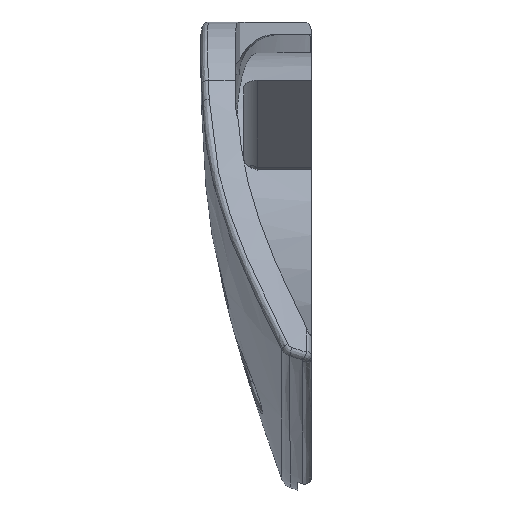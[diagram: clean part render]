
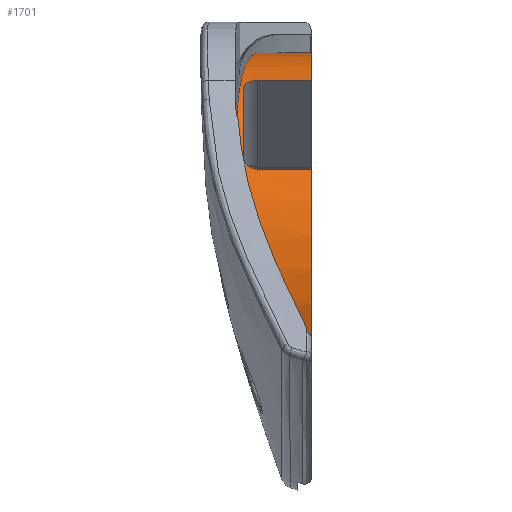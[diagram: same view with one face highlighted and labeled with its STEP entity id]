
A CAD part, top view. The second image highlights one B-rep face of the part: STEP entity #1701.
In plain terms, the highlighted cylindrical face has radius 15.5 mm (diameter 31 mm), a partial arc.
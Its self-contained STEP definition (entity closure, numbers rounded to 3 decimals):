
#74=LINE('',#10234,#116);
#75=LINE('',#10245,#117);
#116=VECTOR('',#2133,1000.);
#117=VECTOR('',#2134,1000.);
#184=CYLINDRICAL_SURFACE('',#1861,15.5);
#253=FACE_OUTER_BOUND('',#380,.T.);
#380=EDGE_LOOP('',(#1328,#1329,#1330,#1331,#1332,#1333,#1334,#1335,#1336,
#1337,#1338,#1339));
#483=CIRCLE('',#1823,15.5);
#486=CIRCLE('',#1828,15.5);
#490=CIRCLE('',#1833,15.5);
#503=CIRCLE('',#1862,13.604);
#565=B_SPLINE_CURVE_WITH_KNOTS('',3,(#6271,#6272,#6273,#6274,#6275,#6276,
#6277,#6278,#6279,#6280),.UNSPECIFIED.,.F.,.F.,(4,2,2,2,4),(0.152,
0.191,0.23,0.268,0.305),
 .UNSPECIFIED.);
#604=B_SPLINE_CURVE_WITH_KNOTS('',3,(#9823,#9824,#9825,#9826,#9827,#9828,
#9829,#9830,#9831,#9832),.UNSPECIFIED.,.F.,.F.,(4,2,2,2,4),(0.,0.607,
1.122,1.661,2.244),.UNSPECIFIED.);
#606=B_SPLINE_CURVE_WITH_KNOTS('',3,(#9982,#9983,#9984,#9985,#9986,#9987),
 .UNSPECIFIED.,.F.,.F.,(4,2,4),(0.,0.313,0.625),
 .UNSPECIFIED.);
#608=B_SPLINE_CURVE_WITH_KNOTS('',3,(#10010,#10011,#10012,#10013),
 .UNSPECIFIED.,.F.,.F.,(4,4),(0.001,0.001),
 .UNSPECIFIED.);
#611=B_SPLINE_CURVE_WITH_KNOTS('',3,(#10170,#10171,#10172,#10173,#10174,
#10175,#10176,#10177,#10178,#10179,#10180,#10181,#10182,#10183),
 .UNSPECIFIED.,.F.,.F.,(4,2,2,2,2,2,4),(0.,0.331,
0.853,1.481,2.056,2.547,2.967),
 .UNSPECIFIED.);
#618=B_SPLINE_CURVE_WITH_KNOTS('',3,(#10235,#10236,#10237,#10238,#10239,
#10240,#10241,#10242,#10243,#10244),.UNSPECIFIED.,.F.,.F.,(4,2,2,2,4),(-0.305,
-0.268,-0.23,-0.191,-0.152),
 .UNSPECIFIED.);
#720=VERTEX_POINT('',#6028);
#723=VERTEX_POINT('',#6096);
#726=VERTEX_POINT('',#6269);
#728=VERTEX_POINT('',#6283);
#733=VERTEX_POINT('',#6432);
#739=VERTEX_POINT('',#6605);
#740=VERTEX_POINT('',#6607);
#784=VERTEX_POINT('',#9820);
#785=VERTEX_POINT('',#9822);
#787=VERTEX_POINT('',#9981);
#790=VERTEX_POINT('',#10163);
#797=VERTEX_POINT('',#10233);
#912=EDGE_CURVE('',#720,#723,#483,.T.);
#916=EDGE_CURVE('',#723,#726,#565,.T.);
#924=EDGE_CURVE('',#728,#733,#486,.T.);
#931=EDGE_CURVE('',#740,#739,#490,.T.);
#994=EDGE_CURVE('',#785,#784,#604,.T.);
#997=EDGE_CURVE('',#785,#787,#606,.T.);
#999=EDGE_CURVE('',#787,#733,#608,.T.);
#1003=EDGE_CURVE('',#790,#784,#611,.T.);
#1011=EDGE_CURVE('',#797,#739,#74,.T.);
#1012=EDGE_CURVE('',#797,#720,#618,.T.);
#1013=EDGE_CURVE('',#728,#726,#75,.T.);
#1014=EDGE_CURVE('',#740,#790,#503,.T.);
#1328=ORIENTED_EDGE('',*,*,#1011,.F.);
#1329=ORIENTED_EDGE('',*,*,#1012,.T.);
#1330=ORIENTED_EDGE('',*,*,#912,.T.);
#1331=ORIENTED_EDGE('',*,*,#916,.T.);
#1332=ORIENTED_EDGE('',*,*,#1013,.F.);
#1333=ORIENTED_EDGE('',*,*,#924,.T.);
#1334=ORIENTED_EDGE('',*,*,#999,.F.);
#1335=ORIENTED_EDGE('',*,*,#997,.F.);
#1336=ORIENTED_EDGE('',*,*,#994,.T.);
#1337=ORIENTED_EDGE('',*,*,#1003,.F.);
#1338=ORIENTED_EDGE('',*,*,#1014,.F.);
#1339=ORIENTED_EDGE('',*,*,#931,.T.);
#1701=ADVANCED_FACE('',(#253),#184,.T.);
#1823=AXIS2_PLACEMENT_3D('',#6098,#2041,#2042);
#1828=AXIS2_PLACEMENT_3D('',#6439,#2055,#2056);
#1833=AXIS2_PLACEMENT_3D('',#6608,#2066,#2067);
#1861=AXIS2_PLACEMENT_3D('',#10232,#2131,#2132);
#1862=AXIS2_PLACEMENT_3D('',#10246,#2135,#2136);
#2041=DIRECTION('center_axis',(-1.,0.,0.));
#2042=DIRECTION('ref_axis',(0.,0.,-1.));
#2055=DIRECTION('center_axis',(-1.,0.,0.));
#2056=DIRECTION('ref_axis',(0.,0.,-1.));
#2066=DIRECTION('center_axis',(-1.,0.,0.));
#2067=DIRECTION('ref_axis',(0.,0.,-1.));
#2131=DIRECTION('center_axis',(1.,0.,0.));
#2132=DIRECTION('ref_axis',(0.,0.,-1.));
#2133=DIRECTION('',(1.,0.,0.));
#2134=DIRECTION('',(-1.,0.,0.));
#2135=DIRECTION('center_axis',(-0.347,-0.917,0.194));
#2136=DIRECTION('ref_axis',(0.639,-0.08,0.765));
#6028=CARTESIAN_POINT('',(-113.,-100.043,1.225));
#6096=CARTESIAN_POINT('',(-113.,-94.955,-3.582));
#6098=CARTESIAN_POINT('Origin',(-113.,-107.868,-12.155));
#6269=CARTESIAN_POINT('',(-112.,-94.411,-4.463));
#6271=CARTESIAN_POINT('Ctrl Pts',(-113.,-94.955,-3.582));
#6272=CARTESIAN_POINT('Ctrl Pts',(-113.,-94.883,-3.69));
#6273=CARTESIAN_POINT('Ctrl Pts',(-112.975,-94.808,-3.807));
#6274=CARTESIAN_POINT('Ctrl Pts',(-112.871,-94.671,-4.024));
#6275=CARTESIAN_POINT('Ctrl Pts',(-112.793,-94.61,-4.124));
#6276=CARTESIAN_POINT('Ctrl Pts',(-112.615,-94.517,-4.281));
#6277=CARTESIAN_POINT('Ctrl Pts',(-112.504,-94.477,-4.349));
#6278=CARTESIAN_POINT('Ctrl Pts',(-112.259,-94.424,-4.44));
#6279=CARTESIAN_POINT('Ctrl Pts',(-112.126,-94.411,-4.463));
#6280=CARTESIAN_POINT('Ctrl Pts',(-112.,-94.411,-4.463));
#6283=CARTESIAN_POINT('',(-108.,-94.411,-4.463));
#6432=CARTESIAN_POINT('',(-108.,-100.967,-26.034));
#6439=CARTESIAN_POINT('Origin',(-108.,-107.868,-12.155));
#6605=CARTESIAN_POINT('',(-108.,-100.953,1.717));
#6607=CARTESIAN_POINT('',(-108.,-121.076,-4.043));
#6608=CARTESIAN_POINT('Origin',(-108.,-107.868,-12.155));
#9820=CARTESIAN_POINT('',(-113.424,-96.1,-2.067));
#9822=CARTESIAN_POINT('',(-109.171,-96.1,-22.243));
#9823=CARTESIAN_POINT('Ctrl Pts',(-109.171,-96.1,-22.243));
#9824=CARTESIAN_POINT('Ctrl Pts',(-109.632,-94.818,-20.747));
#9825=CARTESIAN_POINT('Ctrl Pts',(-110.149,-93.835,-19.023));
#9826=CARTESIAN_POINT('Ctrl Pts',(-111.071,-92.661,-15.587));
#9827=CARTESIAN_POINT('Ctrl Pts',(-111.48,-92.378,-13.928));
#9828=CARTESIAN_POINT('Ctrl Pts',(-112.228,-92.358,-10.49));
#9829=CARTESIAN_POINT('Ctrl Pts',(-112.559,-92.646,-8.732));
#9830=CARTESIAN_POINT('Ctrl Pts',(-113.105,-93.866,-5.233));
#9831=CARTESIAN_POINT('Ctrl Pts',(-113.303,-94.836,-3.542));
#9832=CARTESIAN_POINT('Ctrl Pts',(-113.424,-96.1,-2.067));
#9981=CARTESIAN_POINT('',(-108.066,-100.896,-25.998));
#9982=CARTESIAN_POINT('Ctrl Pts',(-109.171,-96.1,-22.243));
#9983=CARTESIAN_POINT('Ctrl Pts',(-108.933,-96.762,-23.014));
#9984=CARTESIAN_POINT('Ctrl Pts',(-108.713,-97.501,-23.723));
#9985=CARTESIAN_POINT('Ctrl Pts',(-108.335,-99.111,-24.985));
#9986=CARTESIAN_POINT('Ctrl Pts',(-108.18,-99.976,-25.535));
#9987=CARTESIAN_POINT('Ctrl Pts',(-108.066,-100.896,-25.998));
#10010=CARTESIAN_POINT('Ctrl Pts',(-108.066,-100.896,-25.998));
#10011=CARTESIAN_POINT('Ctrl Pts',(-108.044,-100.919,
-26.01));
#10012=CARTESIAN_POINT('Ctrl Pts',(-108.022,-100.943,
-26.022));
#10013=CARTESIAN_POINT('Ctrl Pts',(-108.,-100.967,
-26.034));
#10163=CARTESIAN_POINT('',(-108.205,-120.958,-3.854));
#10170=CARTESIAN_POINT('Ctrl Pts',(-108.205,-120.958,
-3.854));
#10171=CARTESIAN_POINT('Ctrl Pts',(-108.349,-120.371,-2.929));
#10172=CARTESIAN_POINT('Ctrl Pts',(-108.54,-119.693,-2.076));
#10173=CARTESIAN_POINT('Ctrl Pts',(-109.137,-117.747,
-0.091));
#10174=CARTESIAN_POINT('Ctrl Pts',(-109.601,-116.382,
0.904));
#10175=CARTESIAN_POINT('Ctrl Pts',(-110.711,-113.115,
2.567));
#10176=CARTESIAN_POINT('Ctrl Pts',(-111.37,-111.165,
3.124));
#10177=CARTESIAN_POINT('Ctrl Pts',(-112.448,-107.321,
3.445));
#10178=CARTESIAN_POINT('Ctrl Pts',(-112.872,-105.453,
3.273));
#10179=CARTESIAN_POINT('Ctrl Pts',(-113.379,-102.07,
2.311));
#10180=CARTESIAN_POINT('Ctrl Pts',(-113.499,-100.583,
1.624));
#10181=CARTESIAN_POINT('Ctrl Pts',(-113.552,-98.062,
-0.069));
#10182=CARTESIAN_POINT('Ctrl Pts',(-113.512,-97.011,
-1.005));
#10183=CARTESIAN_POINT('Ctrl Pts',(-113.424,-96.1,-2.067));
#10232=CARTESIAN_POINT('Origin',(-117.531,-107.868,-12.155));
#10233=CARTESIAN_POINT('',(-112.,-100.953,1.717));
#10234=CARTESIAN_POINT('',(-117.531,-100.953,1.717));
#10235=CARTESIAN_POINT('Ctrl Pts',(-112.,-100.953,1.717));
#10236=CARTESIAN_POINT('Ctrl Pts',(-112.126,-100.953,
1.717));
#10237=CARTESIAN_POINT('Ctrl Pts',(-112.259,-100.93,
1.706));
#10238=CARTESIAN_POINT('Ctrl Pts',(-112.504,-100.836,
1.658));
#10239=CARTESIAN_POINT('Ctrl Pts',(-112.615,-100.766,
1.622));
#10240=CARTESIAN_POINT('Ctrl Pts',(-112.793,-100.604,
1.538));
#10241=CARTESIAN_POINT('Ctrl Pts',(-112.871,-100.5,
1.483));
#10242=CARTESIAN_POINT('Ctrl Pts',(-112.975,-100.276,1.359));
#10243=CARTESIAN_POINT('Ctrl Pts',(-113.,-100.155,1.291));
#10244=CARTESIAN_POINT('Ctrl Pts',(-113.,-100.043,1.225));
#10245=CARTESIAN_POINT('',(-117.531,-94.411,-4.463));
#10246=CARTESIAN_POINT('Origin',(-116.901,-119.867,-14.259));
